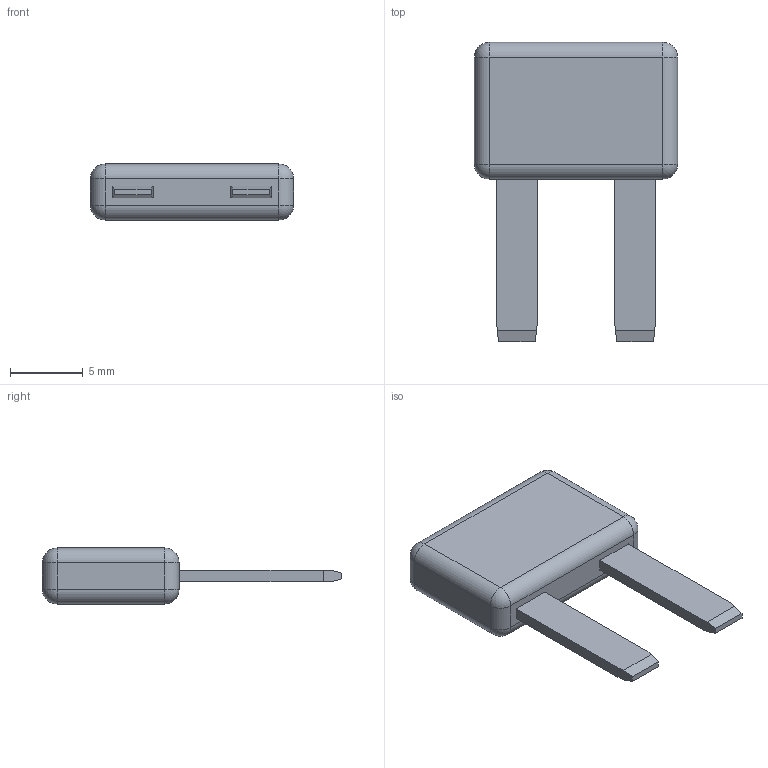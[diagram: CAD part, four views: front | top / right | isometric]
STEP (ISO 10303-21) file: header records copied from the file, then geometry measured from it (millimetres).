
FILE_DESCRIPTION((''),'2;1');
FILE_NAME('BB-14_SALES_NCF_ASM','2024-03-15T14:34:26',('20077268'),(''),'CREO PARAMETRIC BY PTC INC, 2017110','CREO PARAMETRIC BY PTC INC, 2017110','');
FILE_SCHEMA(('CONFIG_CONTROL_DESIGN'));
Length unit declared in the file: inch
Products named in the file (4): BB-14_BUSBAR_NCF; BB-14_MOLD_NCF; BB-14_NCF_ASM; BB-14_SALES_NCF_ASM
Assembly tree (3 placements, depth 3):
  BB-14_SALES_NCF_ASM
    BB-14_NCF_ASM
      BB-14_BUSBAR_NCF
      BB-14_MOLD_NCF
Bounding box: 13.97 x 20.57 x 3.86 mm (x, y, z)
Volume: 533.9 mm3; surface area: 920.6 mm2
Topology: 2 solids, 2 shells, 52 faces, 120 edges, 72 vertices
Faces by surface type: plane 32, cylinder 12, sphere 8
Entity records: 1566 total; most frequent: DIRECTION 266, CARTESIAN_POINT 253, ORIENTED_EDGE 240, EDGE_CURVE 120, VECTOR 96, LINE 96, AXIS2_PLACEMENT_3D 85, VERTEX_POINT 72
